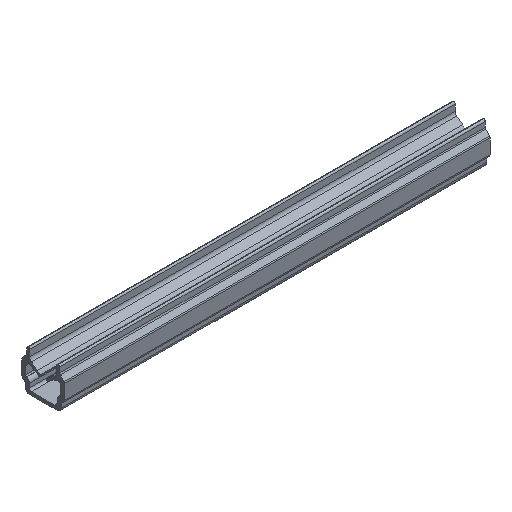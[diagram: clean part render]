
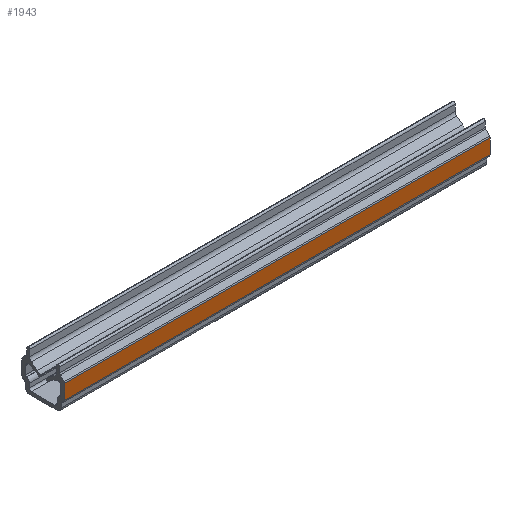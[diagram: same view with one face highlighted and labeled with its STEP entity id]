
A CAD part, isometric view. The second image highlights one B-rep face of the part: STEP entity #1943.
In plain terms, the highlighted planar face has unit normal (0, -1, 0).
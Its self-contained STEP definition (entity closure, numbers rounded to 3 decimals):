
#31 = FACE_OUTER_BOUND ( 'NONE', #965, .T. ) ;
#43 = CARTESIAN_POINT ( 'NONE',  ( 50., -5.002, 2.874 ) ) ;
#44 = DIRECTION ( 'NONE',  ( -1., 0., 0. ) ) ;
#279 = CARTESIAN_POINT ( 'NONE',  ( 50., -5.002, 2.874 ) ) ;
#281 = PLANE ( 'NONE',  #1294 ) ;
#284 = DIRECTION ( 'NONE',  ( 0., 1., 0. ) ) ;
#285 = DIRECTION ( 'NONE',  ( 0., 0., 1. ) ) ;
#308 = EDGE_CURVE ( 'NONE', #400, #1044, #884, .T. ) ;
#370 = EDGE_CURVE ( 'NONE', #1154, #1148, #1666, .T. ) ;
#400 = VERTEX_POINT ( 'NONE', #801 ) ;
#416 = ORIENTED_EDGE ( 'NONE', *, *, #1553, .F. ) ;
#472 = ORIENTED_EDGE ( 'NONE', *, *, #370, .T. ) ;
#520 = ORIENTED_EDGE ( 'NONE', *, *, #308, .F. ) ;
#524 = ORIENTED_EDGE ( 'NONE', *, *, #1532, .T. ) ;
#621 = CARTESIAN_POINT ( 'NONE',  ( -50., -5.002, 2.874 ) ) ;
#632 = DIRECTION ( 'NONE',  ( 0., 0., -1. ) ) ;
#704 = DIRECTION ( 'NONE',  ( -1., 0., 0. ) ) ;
#706 = CARTESIAN_POINT ( 'NONE',  ( 50., -5.002, 6.332 ) ) ;
#722 = CARTESIAN_POINT ( 'NONE',  ( -50., -5.002, 2.874 ) ) ;
#737 = CARTESIAN_POINT ( 'NONE',  ( -50., -5.002, 6.332 ) ) ;
#801 = CARTESIAN_POINT ( 'NONE',  ( 50., -5.002, 6.332 ) ) ;
#819 = CARTESIAN_POINT ( 'NONE',  ( 50., -5.002, 2.874 ) ) ;
#881 = VECTOR ( 'NONE', #1414, 1000. ) ;
#884 = LINE ( 'NONE', #1419, #881 ) ;
#965 = EDGE_LOOP ( 'NONE', ( #472, #416, #520, #524 ) ) ;
#1044 = VERTEX_POINT ( 'NONE', #819 ) ;
#1148 = VERTEX_POINT ( 'NONE', #722 ) ;
#1154 = VERTEX_POINT ( 'NONE', #737 ) ;
#1294 = AXIS2_PLACEMENT_3D ( 'NONE', #279, #284, #285 ) ;
#1414 = DIRECTION ( 'NONE',  ( 0., 0., -1. ) ) ;
#1419 = CARTESIAN_POINT ( 'NONE',  ( 50., -5.002, 2.874 ) ) ;
#1532 = EDGE_CURVE ( 'NONE', #400, #1154, #1799, .T. ) ;
#1553 = EDGE_CURVE ( 'NONE', #1044, #1148, #1684, .T. ) ;
#1626 = VECTOR ( 'NONE', #44, 1000. ) ;
#1666 = LINE ( 'NONE', #621, #1839 ) ;
#1684 = LINE ( 'NONE', #43, #1626 ) ;
#1708 = VECTOR ( 'NONE', #704, 1000. ) ;
#1799 = LINE ( 'NONE', #706, #1708 ) ;
#1839 = VECTOR ( 'NONE', #632, 1000. ) ;
#1943 = ADVANCED_FACE ( 'NONE', ( #31 ), #281, .F. ) ;
